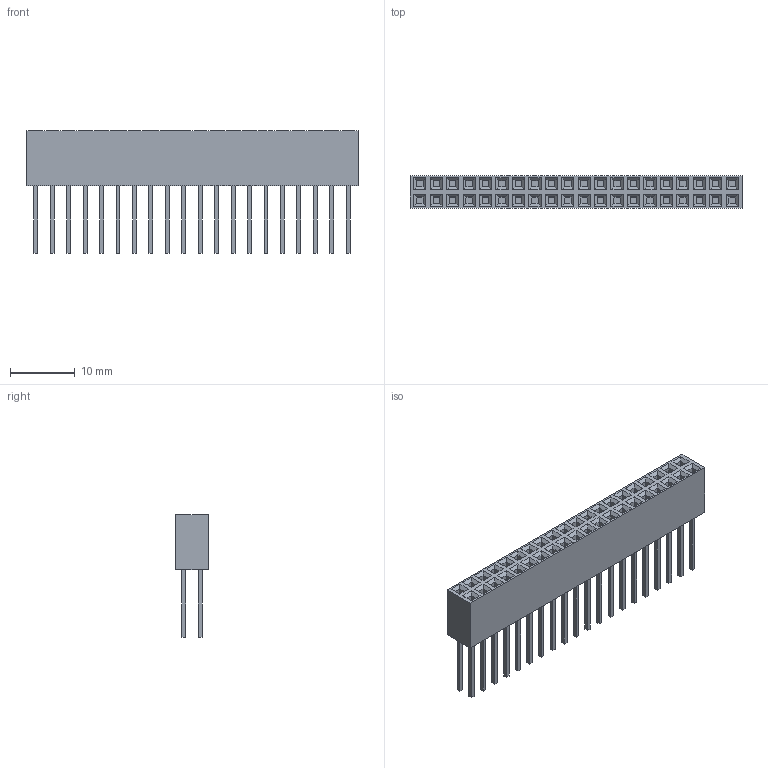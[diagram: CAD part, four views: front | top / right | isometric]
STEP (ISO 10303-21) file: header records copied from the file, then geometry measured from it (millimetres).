
FILE_DESCRIPTION(/* description */ (''),/* implementation_level */ '2;1');
FILE_NAME(/* name */ 'Header.step',/* time_stamp */ '2021-02-26T15:30:36-08:00',/* author */ (''),/* organization */ (''),/* preprocessor_version */ 'ST-DEVELOPER v18.1',/* originating_system */ 'Autodesk Translation Framework v9.7.1.1290',/* authorisation */ '');
FILE_SCHEMA (('AUTOMOTIVE_DESIGN { 1 0 10303 214 3 1 1 }'));
Length unit declared in the file: millimetre
Products named in the file (1): Header
Bounding box: 51.3 x 5 x 19 mm (x, y, z)
Volume: 2030.4 mm3; surface area: 3598.1 mm2
Topology: 41 solids, 41 shells, 606 faces, 1292 edges, 808 vertices
Faces by surface type: plane 606
Entity records: 15763 total; most frequent: CARTESIAN_POINT 2707, ORIENTED_EDGE 2584, DIRECTION 2506, LINE 1292, VECTOR 1292, EDGE_CURVE 1292, VERTEX_POINT 808, EDGE_LOOP 646
